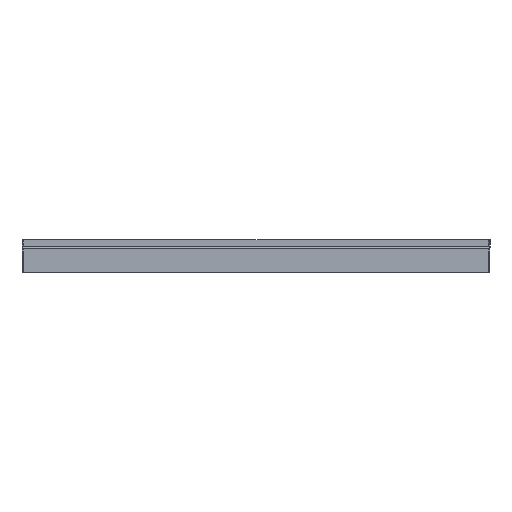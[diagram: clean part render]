
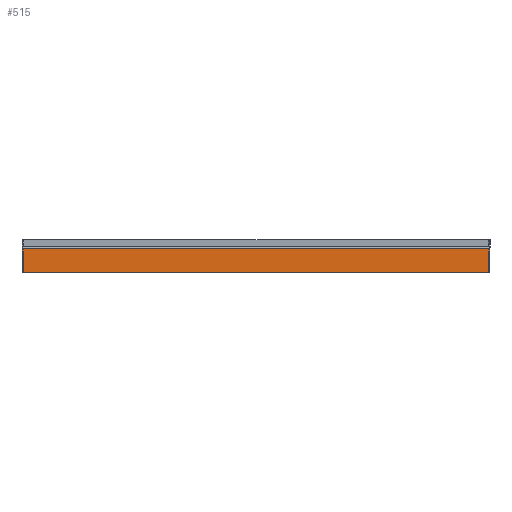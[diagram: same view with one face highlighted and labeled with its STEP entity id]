
A CAD part, top view. The second image highlights one B-rep face of the part: STEP entity #515.
In plain terms, the highlighted planar face has unit normal (0, 0, 1).
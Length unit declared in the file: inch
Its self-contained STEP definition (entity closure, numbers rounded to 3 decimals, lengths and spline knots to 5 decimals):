
#430 = EDGE_CURVE ( 'NONE', #4907, #4194, #5668, .T. ) ;
#463 = LINE ( 'NONE', #2175, #2681 ) ;
#515 = ADVANCED_FACE ( 'NONE', ( #4101 ), #6373, .T. ) ;
#563 = CARTESIAN_POINT ( 'NONE',  ( 51.96651, 0., 17. ) ) ;
#739 = LINE ( 'NONE', #3014, #3614 ) ;
#1269 = CARTESIAN_POINT ( 'NONE',  ( 0., 0., 17. ) ) ;
#1505 = ORIENTED_EDGE ( 'NONE', *, *, #6291, .F. ) ;
#1556 = CARTESIAN_POINT ( 'NONE',  ( 51.875, -0.25, 17. ) ) ;
#1823 = VERTEX_POINT ( 'NONE', #6143 ) ;
#2121 = CARTESIAN_POINT ( 'NONE',  ( 51.96651, -3.3125, 17. ) ) ;
#2175 = CARTESIAN_POINT ( 'NONE',  ( 0., -3.3125, 17. ) ) ;
#2425 = EDGE_LOOP ( 'NONE', ( #1505, #5665, #2766, #3750 ) ) ;
#2681 = VECTOR ( 'NONE', #4446, 39.37008 ) ;
#2766 = ORIENTED_EDGE ( 'NONE', *, *, #7031, .T. ) ;
#2835 = DIRECTION ( 'NONE',  ( 0., 1., 0. ) ) ;
#3014 = CARTESIAN_POINT ( 'NONE',  ( -7.96651, 0., 17. ) ) ;
#3542 = DIRECTION ( 'NONE',  ( 0., 0., 1. ) ) ;
#3553 = CARTESIAN_POINT ( 'NONE',  ( 51.96651, -0.25, 17. ) ) ;
#3614 = VECTOR ( 'NONE', #5291, 39.37008 ) ;
#3750 = ORIENTED_EDGE ( 'NONE', *, *, #430, .T. ) ;
#3820 = DIRECTION ( 'NONE',  ( 1., 0., 0. ) ) ;
#3984 = VECTOR ( 'NONE', #2835, 39.37008 ) ;
#3986 = VERTEX_POINT ( 'NONE', #5563 ) ;
#4101 = FACE_OUTER_BOUND ( 'NONE', #2425, .T. ) ;
#4194 = VERTEX_POINT ( 'NONE', #3553 ) ;
#4446 = DIRECTION ( 'NONE',  ( 1., 0., 0. ) ) ;
#4756 = EDGE_CURVE ( 'NONE', #3986, #1823, #739, .T. ) ;
#4907 = VERTEX_POINT ( 'NONE', #2121 ) ;
#5291 = DIRECTION ( 'NONE',  ( 0., -1., 0. ) ) ;
#5563 = CARTESIAN_POINT ( 'NONE',  ( -7.96651, -0.25, 17. ) ) ;
#5665 = ORIENTED_EDGE ( 'NONE', *, *, #4756, .T. ) ;
#5668 = LINE ( 'NONE', #563, #3984 ) ;
#5819 = DIRECTION ( 'NONE',  ( 1., 0., 0. ) ) ;
#6143 = CARTESIAN_POINT ( 'NONE',  ( -7.96651, -3.3125, 17. ) ) ;
#6291 = EDGE_CURVE ( 'NONE', #3986, #4194, #6645, .T. ) ;
#6316 = VECTOR ( 'NONE', #3820, 39.37008 ) ;
#6373 = PLANE ( 'NONE',  #6950 ) ;
#6645 = LINE ( 'NONE', #1556, #6316 ) ;
#6950 = AXIS2_PLACEMENT_3D ( 'NONE', #1269, #3542, #5819 ) ;
#7031 = EDGE_CURVE ( 'NONE', #1823, #4907, #463, .T. ) ;
